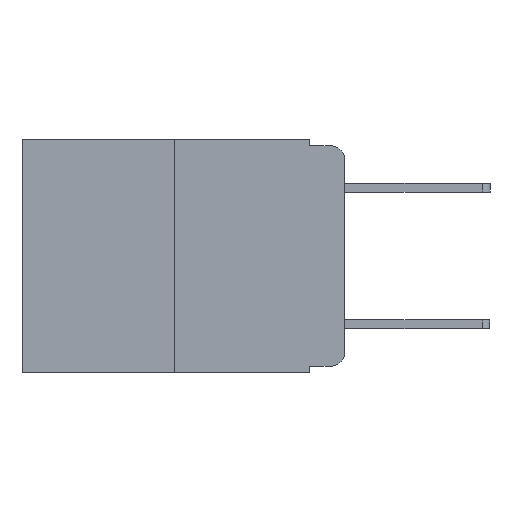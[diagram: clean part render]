
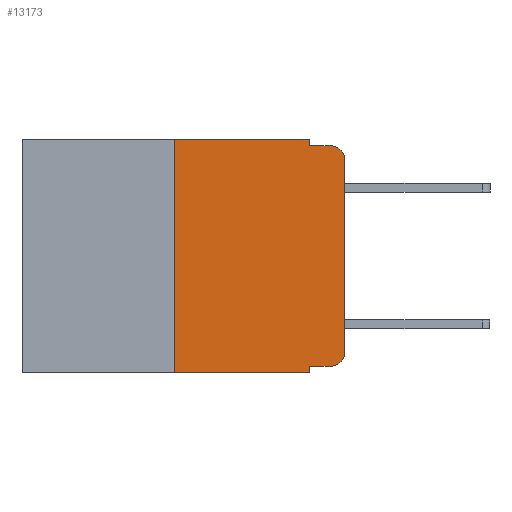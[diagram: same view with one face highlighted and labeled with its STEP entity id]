
A CAD part, left-side view. The second image highlights one B-rep face of the part: STEP entity #13173.
In plain terms, the highlighted planar face has unit normal (-1, 0, 0).
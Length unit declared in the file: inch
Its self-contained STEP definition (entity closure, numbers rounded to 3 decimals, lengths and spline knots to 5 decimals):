
#599 = DIRECTION ( 'NONE',  ( 0., 0., -1. ) ) ;
#632 = DIRECTION ( 'NONE',  ( 0., 0., 1. ) ) ;
#1063 = EDGE_CURVE ( 'NONE', #17250, #18741, #4546, .T. ) ;
#1307 = CARTESIAN_POINT ( 'NONE',  ( 0., 0.02, -0.03 ) ) ;
#2118 = VECTOR ( 'NONE', #16279, 39.37008 ) ;
#2291 = AXIS2_PLACEMENT_3D ( 'NONE', #1307, #12279, #3019 ) ;
#2321 = DIRECTION ( 'NONE',  ( 0., 0., -1. ) ) ;
#2482 = CARTESIAN_POINT ( 'NONE',  ( 0., 0., 0. ) ) ;
#2689 = CARTESIAN_POINT ( 'NONE',  ( 0., 0.051, 0. ) ) ;
#3019 = DIRECTION ( 'NONE',  ( 0., 0., -1. ) ) ;
#3284 = CARTESIAN_POINT ( 'NONE',  ( 0., 0.473, 0. ) ) ;
#3870 = LINE ( 'NONE', #17003, #11604 ) ;
#3942 = CARTESIAN_POINT ( 'NONE',  ( 0., 0.473, 0. ) ) ;
#3953 = CARTESIAN_POINT ( 'NONE',  ( 0., 0.25, 0. ) ) ;
#4111 = VECTOR ( 'NONE', #8198, 39.37008 ) ;
#4382 = CIRCLE ( 'NONE', #2291, 0.02 ) ;
#4546 = LINE ( 'NONE', #9995, #16031 ) ;
#4822 = DIRECTION ( 'NONE',  ( 0., -1., 0. ) ) ;
#5268 = AXIS2_PLACEMENT_3D ( 'NONE', #5403, #15806, #7038 ) ;
#5403 = CARTESIAN_POINT ( 'NONE',  ( 0., 0.02, -0.313 ) ) ;
#6156 = CIRCLE ( 'NONE', #5268, 0.02 ) ;
#6174 = EDGE_CURVE ( 'NONE', #19594, #15191, #3870, .T. ) ;
#6939 = VERTEX_POINT ( 'NONE', #12543 ) ;
#7038 = DIRECTION ( 'NONE',  ( 0., 0., -1. ) ) ;
#7089 = VECTOR ( 'NONE', #9151, 39.37008 ) ;
#7108 = LINE ( 'NONE', #13161, #14873 ) ;
#7222 = CARTESIAN_POINT ( 'NONE',  ( 0., 0.02, -0.333 ) ) ;
#7263 = PLANE ( 'NONE',  #11157 ) ;
#7629 = CARTESIAN_POINT ( 'NONE',  ( 0., 0.051, -0.01 ) ) ;
#8166 = EDGE_CURVE ( 'NONE', #10227, #17250, #15650, .T. ) ;
#8198 = DIRECTION ( 'NONE',  ( 0., -1., 0. ) ) ;
#8417 = ORIENTED_EDGE ( 'NONE', *, *, #6174, .T. ) ;
#8431 = ORIENTED_EDGE ( 'NONE', *, *, #19162, .F. ) ;
#8779 = VERTEX_POINT ( 'NONE', #10440 ) ;
#9069 = EDGE_LOOP ( 'NONE', ( #19371, #16347, #16996, #15437, #12472, #10474, #8417, #8431, #17049, #9840 ) ) ;
#9151 = DIRECTION ( 'NONE',  ( 0., -1., 0. ) ) ;
#9734 = EDGE_CURVE ( 'NONE', #16616, #16538, #4382, .T. ) ;
#9840 = ORIENTED_EDGE ( 'NONE', *, *, #10897, .T. ) ;
#9995 = CARTESIAN_POINT ( 'NONE',  ( 0., 0.051, 0. ) ) ;
#10227 = VERTEX_POINT ( 'NONE', #3953 ) ;
#10271 = DIRECTION ( 'NONE',  ( 1., 0., 0. ) ) ;
#10277 = VECTOR ( 'NONE', #4822, 39.37008 ) ;
#10440 = CARTESIAN_POINT ( 'NONE',  ( 0., 0.051, -0.333 ) ) ;
#10474 = ORIENTED_EDGE ( 'NONE', *, *, #11818, .F. ) ;
#10897 = EDGE_CURVE ( 'NONE', #11768, #6939, #6156, .T. ) ;
#11108 = CARTESIAN_POINT ( 'NONE',  ( 0., 0.051, 0. ) ) ;
#11157 = AXIS2_PLACEMENT_3D ( 'NONE', #3942, #10271, #599 ) ;
#11301 = CARTESIAN_POINT ( 'NONE',  ( 0., 0.051, -0.01 ) ) ;
#11421 = DIRECTION ( 'NONE',  ( 0., 0., -1. ) ) ;
#11604 = VECTOR ( 'NONE', #18397, 39.37008 ) ;
#11768 = VERTEX_POINT ( 'NONE', #7222 ) ;
#11818 = EDGE_CURVE ( 'NONE', #19594, #10227, #7108, .T. ) ;
#12177 = CARTESIAN_POINT ( 'NONE',  ( 0., 0., -0.03 ) ) ;
#12279 = DIRECTION ( 'NONE',  ( -1., 0., 0. ) ) ;
#12472 = ORIENTED_EDGE ( 'NONE', *, *, #8166, .F. ) ;
#12543 = CARTESIAN_POINT ( 'NONE',  ( 0., 0., -0.313 ) ) ;
#12545 = FACE_OUTER_BOUND ( 'NONE', #9069, .T. ) ;
#13161 = CARTESIAN_POINT ( 'NONE',  ( 0., 0.25, 0. ) ) ;
#13173 = ADVANCED_FACE ( 'NONE', ( #12545 ), #7263, .F. ) ;
#13847 = CARTESIAN_POINT ( 'NONE',  ( 0., 0.051, -0.333 ) ) ;
#14282 = CARTESIAN_POINT ( 'NONE',  ( 0., 0.25, -0.343 ) ) ;
#14873 = VECTOR ( 'NONE', #632, 39.37008 ) ;
#15001 = EDGE_CURVE ( 'NONE', #8779, #11768, #17904, .T. ) ;
#15138 = LINE ( 'NONE', #11108, #18465 ) ;
#15191 = VERTEX_POINT ( 'NONE', #17094 ) ;
#15437 = ORIENTED_EDGE ( 'NONE', *, *, #1063, .F. ) ;
#15543 = EDGE_CURVE ( 'NONE', #18741, #16538, #18644, .T. ) ;
#15650 = LINE ( 'NONE', #3284, #4111 ) ;
#15806 = DIRECTION ( 'NONE',  ( -1., 0., 0. ) ) ;
#16031 = VECTOR ( 'NONE', #11421, 39.37008 ) ;
#16279 = DIRECTION ( 'NONE',  ( 0., 0., 1. ) ) ;
#16347 = ORIENTED_EDGE ( 'NONE', *, *, #9734, .T. ) ;
#16408 = CARTESIAN_POINT ( 'NONE',  ( 0., 0.02, -0.01 ) ) ;
#16475 = EDGE_CURVE ( 'NONE', #6939, #16616, #18178, .T. ) ;
#16538 = VERTEX_POINT ( 'NONE', #16408 ) ;
#16616 = VERTEX_POINT ( 'NONE', #12177 ) ;
#16996 = ORIENTED_EDGE ( 'NONE', *, *, #15543, .F. ) ;
#17003 = CARTESIAN_POINT ( 'NONE',  ( 0., 0.473, -0.343 ) ) ;
#17049 = ORIENTED_EDGE ( 'NONE', *, *, #15001, .T. ) ;
#17094 = CARTESIAN_POINT ( 'NONE',  ( 0., 0.051, -0.343 ) ) ;
#17250 = VERTEX_POINT ( 'NONE', #2689 ) ;
#17904 = LINE ( 'NONE', #13847, #10277 ) ;
#18178 = LINE ( 'NONE', #2482, #2118 ) ;
#18397 = DIRECTION ( 'NONE',  ( 0., -1., 0. ) ) ;
#18465 = VECTOR ( 'NONE', #2321, 39.37008 ) ;
#18644 = LINE ( 'NONE', #7629, #7089 ) ;
#18741 = VERTEX_POINT ( 'NONE', #11301 ) ;
#19162 = EDGE_CURVE ( 'NONE', #8779, #15191, #15138, .T. ) ;
#19371 = ORIENTED_EDGE ( 'NONE', *, *, #16475, .T. ) ;
#19594 = VERTEX_POINT ( 'NONE', #14282 ) ;
